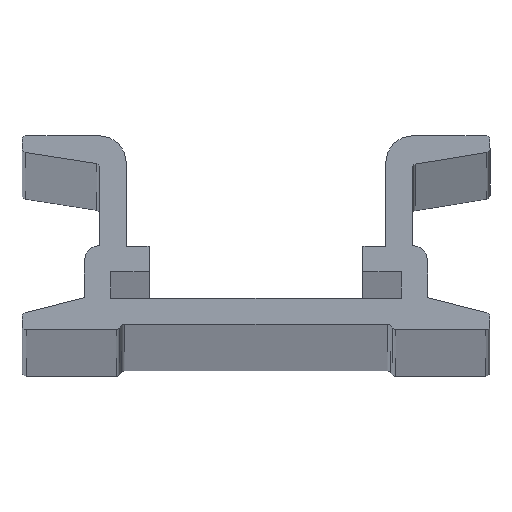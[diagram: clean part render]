
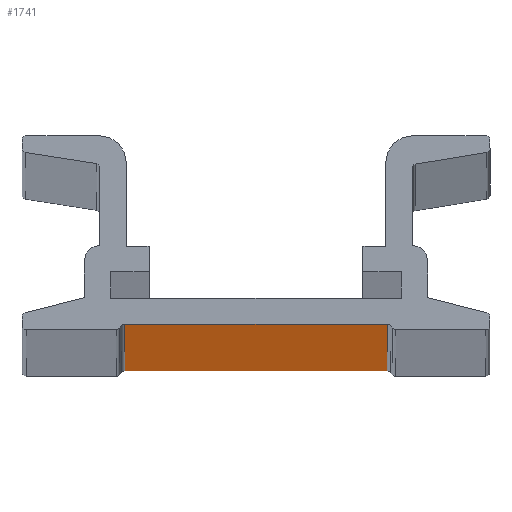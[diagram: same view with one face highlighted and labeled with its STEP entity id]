
A CAD part, top view. The second image highlights one B-rep face of the part: STEP entity #1741.
In plain terms, the highlighted planar face has unit normal (0, -1, 0).
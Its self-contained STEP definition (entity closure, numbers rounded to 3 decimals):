
#14 = VECTOR ( 'NONE', #360, 1000. ) ;
#79 = AXIS2_PLACEMENT_3D ( 'NONE', #1380, #1371, #1373 ) ;
#126 = VECTOR ( 'NONE', #983, 1000. ) ;
#189 = VECTOR ( 'NONE', #1249, 1000. ) ;
#244 = VECTOR ( 'NONE', #329, 1000. ) ;
#329 = DIRECTION ( 'NONE',  ( 0., 0., -1. ) ) ;
#350 = LINE ( 'NONE', #351, #244 ) ;
#351 = CARTESIAN_POINT ( 'NONE',  ( 27.019, 0.46, 300. ) ) ;
#360 = DIRECTION ( 'NONE',  ( 1., 0., 0. ) ) ;
#371 = LINE ( 'NONE', #404, #14 ) ;
#404 = CARTESIAN_POINT ( 'NONE',  ( 7.381, 0.46, 0. ) ) ;
#681 = ORIENTED_EDGE ( 'NONE', *, *, #1691, .T. ) ;
#698 = ORIENTED_EDGE ( 'NONE', *, *, #1638, .T. ) ;
#724 = ORIENTED_EDGE ( 'NONE', *, *, #1670, .F. ) ;
#735 = ORIENTED_EDGE ( 'NONE', *, *, #1563, .F. ) ;
#769 = VERTEX_POINT ( 'NONE', #872 ) ;
#772 = VERTEX_POINT ( 'NONE', #891 ) ;
#850 = VERTEX_POINT ( 'NONE', #969 ) ;
#854 = EDGE_LOOP ( 'NONE', ( #681, #724, #735, #698 ) ) ;
#857 = VERTEX_POINT ( 'NONE', #941 ) ;
#872 = CARTESIAN_POINT ( 'NONE',  ( 27.019, 0.46, 0. ) ) ;
#891 = CARTESIAN_POINT ( 'NONE',  ( 7.381, 0.46, 0. ) ) ;
#941 = CARTESIAN_POINT ( 'NONE',  ( 27.019, 0.46, 2000. ) ) ;
#950 = CARTESIAN_POINT ( 'NONE',  ( 0.038, 0.46, 2000. ) ) ;
#969 = CARTESIAN_POINT ( 'NONE',  ( 7.381, 0.46, 2000. ) ) ;
#970 = LINE ( 'NONE', #950, #126 ) ;
#983 = DIRECTION ( 'NONE',  ( 1., 0., 0. ) ) ;
#1201 = LINE ( 'NONE', #1252, #189 ) ;
#1249 = DIRECTION ( 'NONE',  ( 0., 0., -1. ) ) ;
#1252 = CARTESIAN_POINT ( 'NONE',  ( 7.381, 0.46, 300. ) ) ;
#1371 = DIRECTION ( 'NONE',  ( 0., 1., 0. ) ) ;
#1373 = DIRECTION ( 'NONE',  ( 0., 0., 1. ) ) ;
#1380 = CARTESIAN_POINT ( 'NONE',  ( 7.381, 0.46, 300. ) ) ;
#1387 = FACE_OUTER_BOUND ( 'NONE', #854, .T. ) ;
#1412 = PLANE ( 'NONE',  #79 ) ;
#1563 = EDGE_CURVE ( 'NONE', #850, #857, #970, .T. ) ;
#1638 = EDGE_CURVE ( 'NONE', #850, #772, #1201, .T. ) ;
#1670 = EDGE_CURVE ( 'NONE', #857, #769, #350, .T. ) ;
#1691 = EDGE_CURVE ( 'NONE', #772, #769, #371, .T. ) ;
#1741 = ADVANCED_FACE ( 'NONE', ( #1387 ), #1412, .F. ) ;
